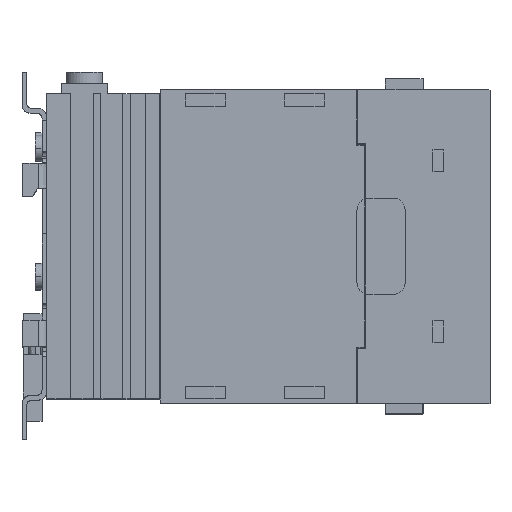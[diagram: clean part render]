
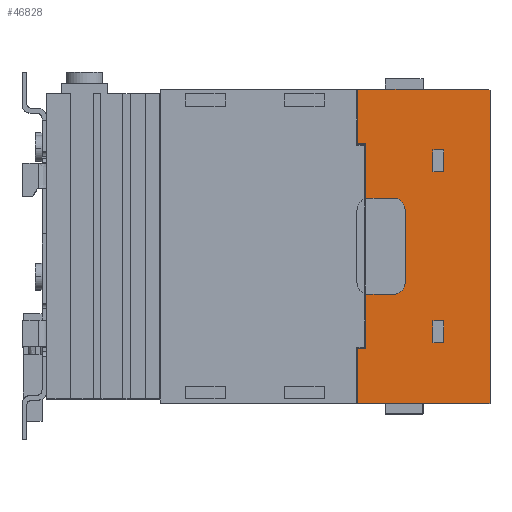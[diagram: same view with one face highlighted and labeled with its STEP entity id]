
A CAD part, top view. The second image highlights one B-rep face of the part: STEP entity #46828.
In plain terms, the highlighted planar face has unit normal (0, 0, 1).
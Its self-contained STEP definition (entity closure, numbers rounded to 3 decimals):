
#141=DIRECTION('',(1.,0.,0.));
#142=VECTOR('',#141,2.79);
#143=CARTESIAN_POINT('',(-15.04,-66.8,90.));
#144=LINE('',#143,#142);
#148=DIRECTION('',(0.,1.,0.));
#149=VECTOR('',#148,5.75);
#150=CARTESIAN_POINT('',(-12.25,-66.8,90.));
#151=LINE('',#150,#149);
#155=DIRECTION('',(-1.,0.,0.));
#156=VECTOR('',#155,2.79);
#157=CARTESIAN_POINT('',(-12.25,-61.05,90.));
#158=LINE('',#157,#156);
#162=DIRECTION('',(0.,-1.,0.));
#163=VECTOR('',#162,5.75);
#164=CARTESIAN_POINT('',(-15.04,-61.05,90.));
#165=LINE('',#164,#163);
#169=DIRECTION('',(-1.,0.,0.));
#170=VECTOR('',#169,2.79);
#171=CARTESIAN_POINT('',(-12.25,-16.,90.));
#172=LINE('',#171,#170);
#176=DIRECTION('',(0.,-1.,0.));
#177=VECTOR('',#176,5.75);
#178=CARTESIAN_POINT('',(-15.04,-16.,90.));
#179=LINE('',#178,#177);
#183=DIRECTION('',(1.,0.,0.));
#184=VECTOR('',#183,2.79);
#185=CARTESIAN_POINT('',(-15.04,-21.75,90.));
#186=LINE('',#185,#184);
#190=DIRECTION('',(0.,1.,0.));
#191=VECTOR('',#190,5.75);
#192=CARTESIAN_POINT('',(-12.25,-21.75,90.));
#193=LINE('',#192,#191);
#274=DIRECTION('',(1.,0.,0.));
#275=VECTOR('',#274,2.2);
#276=CARTESIAN_POINT('',(-34.9,-68.4,90.));
#277=LINE('',#276,#275);
#281=DIRECTION('',(0.,1.,0.));
#282=VECTOR('',#281,14.4);
#283=CARTESIAN_POINT('',(-32.7,-68.4,90.));
#284=LINE('',#283,#282);
#288=CARTESIAN_POINT('',(-31.91,-50.93,90.));
#289=DIRECTION('',(0.,0.,1.));
#290=DIRECTION('',(-0.249,-0.968,0.));
#291=AXIS2_PLACEMENT_3D('',#288,#289,#290);
#296=DIRECTION('',(1.,0.,0.));
#297=VECTOR('',#296,6.36);
#298=CARTESIAN_POINT('',(-31.91,-54.1,90.));
#299=LINE('',#298,#297);
#303=CARTESIAN_POINT('',(-25.55,-50.93,90.));
#304=DIRECTION('',(0.,0.,1.));
#305=DIRECTION('',(0.,-1.,0.));
#306=AXIS2_PLACEMENT_3D('',#303,#304,#305);
#311=DIRECTION('',(0.,1.,0.));
#312=VECTOR('',#311,19.06);
#313=CARTESIAN_POINT('',(-22.38,-50.93,90.));
#314=LINE('',#313,#312);
#318=CARTESIAN_POINT('',(-25.55,-31.87,90.));
#319=DIRECTION('',(0.,0.,1.));
#320=DIRECTION('',(1.,0.,0.));
#321=AXIS2_PLACEMENT_3D('',#318,#319,#320);
#326=DIRECTION('',(-1.,0.,0.));
#327=VECTOR('',#326,6.36);
#328=CARTESIAN_POINT('',(-25.55,-28.7,90.));
#329=LINE('',#328,#327);
#333=CARTESIAN_POINT('',(-31.91,-31.87,90.));
#334=DIRECTION('',(0.,0.,1.));
#335=DIRECTION('',(0.,1.,0.));
#336=AXIS2_PLACEMENT_3D('',#333,#334,#335);
#341=DIRECTION('',(0.,1.,0.));
#342=VECTOR('',#341,14.4);
#343=CARTESIAN_POINT('',(-32.7,-28.8,90.));
#344=LINE('',#343,#342);
#348=DIRECTION('',(-1.,0.,0.));
#349=VECTOR('',#348,2.2);
#350=CARTESIAN_POINT('',(-32.7,-14.4,90.));
#351=LINE('',#350,#349);
#355=DIRECTION('',(-1.,0.026,0.));
#356=VECTOR('',#355,7.753);
#357=CARTESIAN_POINT('',(0.,-0.2,90.));
#358=LINE('',#357,#356);
#362=DIRECTION('',(-1.,0.,0.));
#363=VECTOR('',#362,34.9);
#364=CARTESIAN_POINT('',(0.,-82.8,90.));
#365=LINE('',#364,#363);
#20058=DIRECTION('',(0.,-1.,0.));
#20059=VECTOR('',#20058,14.4);
#20060=CARTESIAN_POINT('',(-34.9,0.,90.));
#20061=LINE('',#20060,#20059);
#23850=DIRECTION('',(0.,-1.,0.));
#23851=VECTOR('',#23850,14.4);
#23852=CARTESIAN_POINT('',(-34.9,-68.4,90.));
#23853=LINE('',#23852,#23851);
#26586=DIRECTION('',(-1.,0.,0.));
#26587=VECTOR('',#26586,27.15);
#26588=CARTESIAN_POINT('',(-7.75,0.,90.));
#26589=LINE('',#26588,#26587);
#31616=DIRECTION('',(0.,1.,0.));
#31617=VECTOR('',#31616,82.6);
#31618=CARTESIAN_POINT('',(0.,-82.8,90.));
#31619=LINE('',#31618,#31617);
#39867=CARTESIAN_POINT('',(0.,-0.2,90.));
#39868=CARTESIAN_POINT('',(-7.75,0.,90.));
#39869=VERTEX_POINT('',#39867);
#39870=VERTEX_POINT('',#39868);
#40971=CARTESIAN_POINT('',(-34.9,0.,90.));
#40972=VERTEX_POINT('',#40971);
#41226=CARTESIAN_POINT('',(-15.04,-66.8,90.));
#41227=CARTESIAN_POINT('',(-12.25,-66.8,90.));
#41228=VERTEX_POINT('',#41226);
#41229=VERTEX_POINT('',#41227);
#41230=CARTESIAN_POINT('',(-12.25,-61.05,90.));
#41231=VERTEX_POINT('',#41230);
#41232=CARTESIAN_POINT('',(-15.04,-61.05,90.));
#41233=VERTEX_POINT('',#41232);
#41234=CARTESIAN_POINT('',(-12.25,-16.,90.));
#41235=CARTESIAN_POINT('',(-15.04,-16.,90.));
#41236=VERTEX_POINT('',#41234);
#41237=VERTEX_POINT('',#41235);
#41238=CARTESIAN_POINT('',(-15.04,-21.75,90.));
#41239=VERTEX_POINT('',#41238);
#41240=CARTESIAN_POINT('',(-12.25,-21.75,90.));
#41241=VERTEX_POINT('',#41240);
#41258=CARTESIAN_POINT('',(-31.91,-54.1,90.));
#41259=CARTESIAN_POINT('',(-25.55,-54.1,90.));
#41260=VERTEX_POINT('',#41258);
#41261=VERTEX_POINT('',#41259);
#41262=CARTESIAN_POINT('',(-22.38,-50.93,90.));
#41263=VERTEX_POINT('',#41262);
#41264=CARTESIAN_POINT('',(-22.38,-31.87,90.));
#41265=VERTEX_POINT('',#41264);
#41266=CARTESIAN_POINT('',(-25.55,-28.7,90.));
#41267=VERTEX_POINT('',#41266);
#41268=CARTESIAN_POINT('',(-31.91,-28.7,90.));
#41269=VERTEX_POINT('',#41268);
#41274=CARTESIAN_POINT('',(0.,-82.8,90.));
#41276=VERTEX_POINT('',#41274);
#42275=CARTESIAN_POINT('',(-34.9,-82.8,90.));
#42276=VERTEX_POINT('',#42275);
#46557=CARTESIAN_POINT('',(-34.9,-68.4,90.));
#46559=VERTEX_POINT('',#46557);
#46561=CARTESIAN_POINT('',(-32.7,-68.4,90.));
#46563=VERTEX_POINT('',#46561);
#46565=CARTESIAN_POINT('',(-32.7,-14.4,90.));
#46567=VERTEX_POINT('',#46565);
#46569=CARTESIAN_POINT('',(-34.9,-14.4,90.));
#46571=VERTEX_POINT('',#46569);
#46597=CARTESIAN_POINT('',(-32.7,-54.,90.));
#46598=VERTEX_POINT('',#46597);
#46599=CARTESIAN_POINT('',(-32.7,-28.8,90.));
#46600=VERTEX_POINT('',#46599);
#46767=CARTESIAN_POINT('',(-123.4,4.55,90.));
#46768=DIRECTION('',(0.,0.,1.));
#46769=DIRECTION('',(1.,0.,0.));
#46770=AXIS2_PLACEMENT_3D('',#46767,#46768,#46769);
#46771=PLANE('',#46770);
#46773=ORIENTED_EDGE('',*,*,#46772,.F.);
#46775=ORIENTED_EDGE('',*,*,#46774,.T.);
#46777=ORIENTED_EDGE('',*,*,#46776,.T.);
#46779=ORIENTED_EDGE('',*,*,#46778,.T.);
#46781=ORIENTED_EDGE('',*,*,#46780,.T.);
#46783=ORIENTED_EDGE('',*,*,#46782,.T.);
#46785=ORIENTED_EDGE('',*,*,#46784,.T.);
#46787=ORIENTED_EDGE('',*,*,#46786,.T.);
#46789=ORIENTED_EDGE('',*,*,#46788,.T.);
#46791=ORIENTED_EDGE('',*,*,#46790,.T.);
#46793=ORIENTED_EDGE('',*,*,#46792,.T.);
#46795=ORIENTED_EDGE('',*,*,#46794,.T.);
#46797=ORIENTED_EDGE('',*,*,#46796,.F.);
#46799=ORIENTED_EDGE('',*,*,#46798,.F.);
#46801=ORIENTED_EDGE('',*,*,#46800,.F.);
#46803=ORIENTED_EDGE('',*,*,#46802,.F.);
#46805=ORIENTED_EDGE('',*,*,#46804,.T.);
#46806=EDGE_LOOP('',(#46773,#46775,#46777,#46779,#46781,#46783,#46785,#46787,
#46789,#46791,#46793,#46795,#46797,#46799,#46801,#46803,#46805));
#46807=FACE_OUTER_BOUND('',#46806,.F.);
#46809=ORIENTED_EDGE('',*,*,#46808,.T.);
#46811=ORIENTED_EDGE('',*,*,#46810,.T.);
#46813=ORIENTED_EDGE('',*,*,#46812,.T.);
#46815=ORIENTED_EDGE('',*,*,#46814,.T.);
#46816=EDGE_LOOP('',(#46809,#46811,#46813,#46815));
#46817=FACE_BOUND('',#46816,.F.);
#46819=ORIENTED_EDGE('',*,*,#46818,.T.);
#46821=ORIENTED_EDGE('',*,*,#46820,.T.);
#46823=ORIENTED_EDGE('',*,*,#46822,.T.);
#46825=ORIENTED_EDGE('',*,*,#46824,.T.);
#46826=EDGE_LOOP('',(#46819,#46821,#46823,#46825));
#46827=FACE_BOUND('',#46826,.F.);
#292=CIRCLE('',#291,3.17);
#307=CIRCLE('',#306,3.17);
#322=CIRCLE('',#321,3.17);
#337=CIRCLE('',#336,3.17);
#46772=EDGE_CURVE('',#46559,#42276,#23853,.T.);
#46774=EDGE_CURVE('',#46559,#46563,#277,.T.);
#46776=EDGE_CURVE('',#46563,#46598,#284,.T.);
#46778=EDGE_CURVE('',#46598,#41260,#292,.T.);
#46780=EDGE_CURVE('',#41260,#41261,#299,.T.);
#46782=EDGE_CURVE('',#41261,#41263,#307,.T.);
#46784=EDGE_CURVE('',#41263,#41265,#314,.T.);
#46786=EDGE_CURVE('',#41265,#41267,#322,.T.);
#46788=EDGE_CURVE('',#41267,#41269,#329,.T.);
#46790=EDGE_CURVE('',#41269,#46600,#337,.T.);
#46792=EDGE_CURVE('',#46600,#46567,#344,.T.);
#46794=EDGE_CURVE('',#46567,#46571,#351,.T.);
#46796=EDGE_CURVE('',#40972,#46571,#20061,.T.);
#46798=EDGE_CURVE('',#39870,#40972,#26589,.T.);
#46800=EDGE_CURVE('',#39869,#39870,#358,.T.);
#46802=EDGE_CURVE('',#41276,#39869,#31619,.T.);
#46804=EDGE_CURVE('',#41276,#42276,#365,.T.);
#46808=EDGE_CURVE('',#41228,#41229,#144,.T.);
#46810=EDGE_CURVE('',#41229,#41231,#151,.T.);
#46812=EDGE_CURVE('',#41231,#41233,#158,.T.);
#46814=EDGE_CURVE('',#41233,#41228,#165,.T.);
#46818=EDGE_CURVE('',#41236,#41237,#172,.T.);
#46820=EDGE_CURVE('',#41237,#41239,#179,.T.);
#46822=EDGE_CURVE('',#41239,#41241,#186,.T.);
#46824=EDGE_CURVE('',#41241,#41236,#193,.T.);
#46828=ADVANCED_FACE('',(#46807,#46817,#46827),#46771,.T.);
